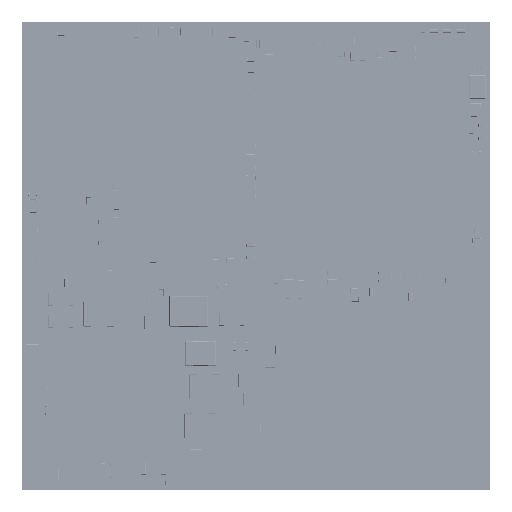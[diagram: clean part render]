
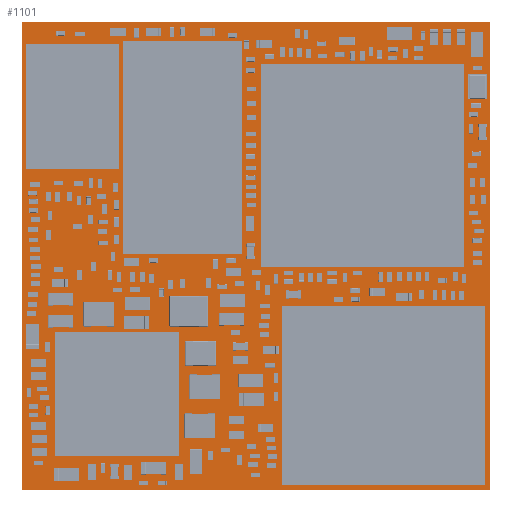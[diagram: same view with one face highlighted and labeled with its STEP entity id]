
A CAD part, top view. The second image highlights one B-rep face of the part: STEP entity #1101.
In plain terms, the highlighted planar face has unit normal (0, 0, 1).
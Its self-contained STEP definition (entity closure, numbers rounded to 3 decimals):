
#972 = VERTEX_POINT('',#973);
#973 = CARTESIAN_POINT('',(0.,0.,1.962));
#979 = EDGE_CURVE('',#972,#980,#982,.T.);
#980 = VERTEX_POINT('',#981);
#981 = CARTESIAN_POINT('',(30.,0.,1.962));
#982 = LINE('',#983,#984);
#983 = CARTESIAN_POINT('',(0.,0.,1.962));
#984 = VECTOR('',#985,1.);
#985 = DIRECTION('',(1.,0.,0.));
#1010 = EDGE_CURVE('',#980,#1011,#1013,.T.);
#1011 = VERTEX_POINT('',#1012);
#1012 = CARTESIAN_POINT('',(30.,30.,1.962));
#1013 = LINE('',#1014,#1015);
#1014 = CARTESIAN_POINT('',(30.,0.,1.962));
#1015 = VECTOR('',#1016,1.);
#1016 = DIRECTION('',(0.,1.,0.));
#1041 = EDGE_CURVE('',#1011,#1042,#1044,.T.);
#1042 = VERTEX_POINT('',#1043);
#1043 = CARTESIAN_POINT('',(0.,30.,1.962));
#1044 = LINE('',#1045,#1046);
#1045 = CARTESIAN_POINT('',(30.,30.,1.962));
#1046 = VECTOR('',#1047,1.);
#1047 = DIRECTION('',(-1.,0.,0.));
#1072 = EDGE_CURVE('',#1042,#972,#1073,.T.);
#1073 = LINE('',#1074,#1075);
#1074 = CARTESIAN_POINT('',(0.,30.,1.962));
#1075 = VECTOR('',#1076,1.);
#1076 = DIRECTION('',(0.,-1.,0.));
#1101 = ADVANCED_FACE('',(#1102),#1108,.F.);
#1102 = FACE_BOUND('',#1103,.T.);
#1103 = EDGE_LOOP('',(#1104,#1105,#1106,#1107));
#1104 = ORIENTED_EDGE('',*,*,#979,.T.);
#1105 = ORIENTED_EDGE('',*,*,#1010,.T.);
#1106 = ORIENTED_EDGE('',*,*,#1041,.T.);
#1107 = ORIENTED_EDGE('',*,*,#1072,.T.);
#1108 = PLANE('',#1109);
#1109 = AXIS2_PLACEMENT_3D('',#1110,#1111,#1112);
#1110 = CARTESIAN_POINT('',(0.,0.,1.962));
#1111 = DIRECTION('',(0.,0.,-1.));
#1112 = DIRECTION('',(-1.,0.,0.));
